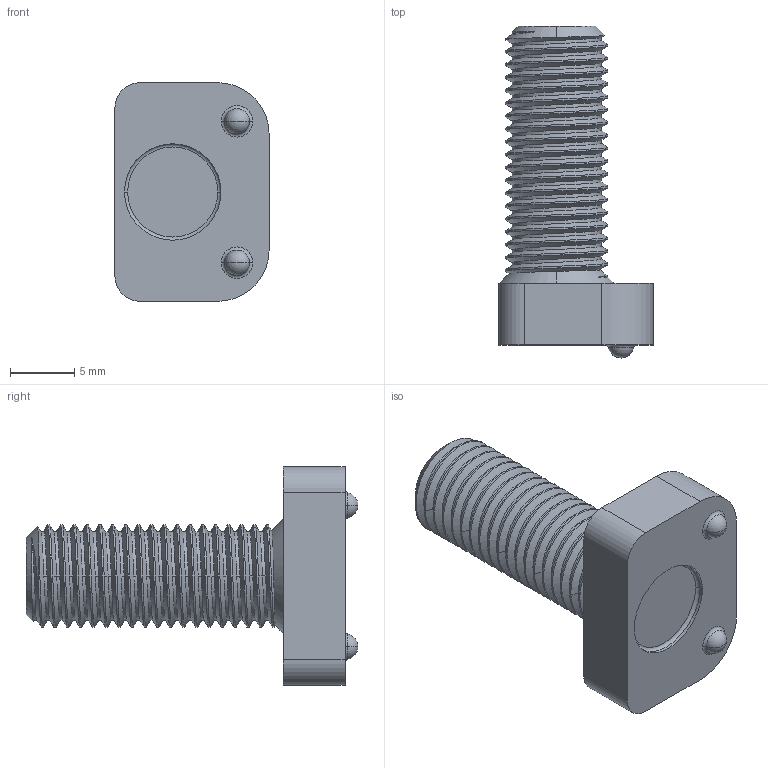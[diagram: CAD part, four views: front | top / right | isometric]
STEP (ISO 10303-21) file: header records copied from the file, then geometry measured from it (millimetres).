
FILE_DESCRIPTION((''),'2;1');
FILE_NAME('SPECIAL-BOLT11-M8_38','2026-01-09T14:58:20',('hasan'),(''),'CREO PARAMETRIC BY PTC INC, 2025102','CREO PARAMETRIC BY PTC INC, 2025102','');
FILE_SCHEMA(('CONFIG_CONTROL_DESIGN'));
Length unit declared in the file: millimetre
Products named in the file (1): SPECIAL-BOLT11-M8_38
Bounding box: 12 x 25.8 x 17 mm (x, y, z)
Volume: 1782.3 mm3; surface area: 1369 mm2
Topology: 1 solids, 1 shells, 114 faces, 304 edges, 192 vertices
Faces by surface type: cylinder 80, bspline 12, plane 8, torus 6, cone 4, sphere 4
Entity records: 8724 total; most frequent: CARTESIAN_POINT 6188, ORIENTED_EDGE 600, DIRECTION 388, EDGE_CURVE 300, VERTEX_POINT 192, B_SPLINE_CURVE_WITH_KNOTS 156, AXIS2_PLACEMENT_3D 142, EDGE_LOOP 118
